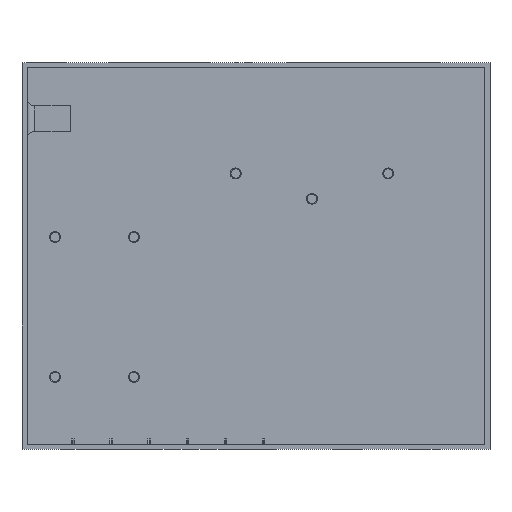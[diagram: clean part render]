
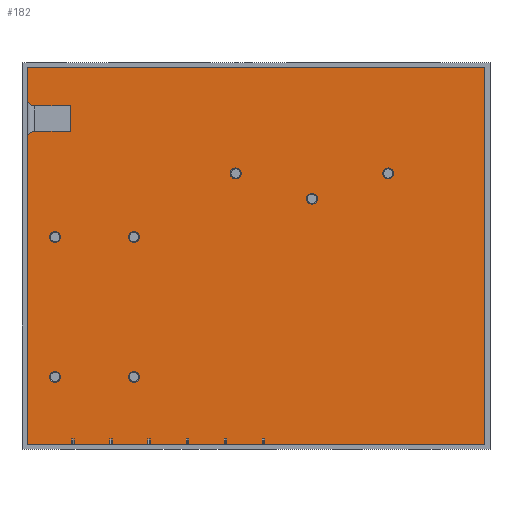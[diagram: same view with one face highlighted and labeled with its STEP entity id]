
A CAD part, top view. The second image highlights one B-rep face of the part: STEP entity #182.
In plain terms, the highlighted planar face has unit normal (0, 0, 1).
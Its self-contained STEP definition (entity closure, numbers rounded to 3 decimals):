
#56=CIRCLE('',#3992,2.15);
#57=CIRCLE('',#3993,2.15);
#58=CIRCLE('',#3994,2.15);
#59=CIRCLE('',#3995,2.15);
#60=CIRCLE('',#3996,2.15);
#61=CIRCLE('',#3997,2.15);
#62=CIRCLE('',#3998,2.15);
#132=FACE_BOUND('',#766,.T.);
#133=FACE_BOUND('',#767,.T.);
#134=FACE_BOUND('',#768,.T.);
#135=FACE_BOUND('',#769,.T.);
#136=FACE_BOUND('',#770,.T.);
#137=FACE_BOUND('',#771,.T.);
#138=FACE_BOUND('',#772,.T.);
#139=FACE_BOUND('',#773,.T.);
#182=ADVANCED_FACE('',(#132,#133,#134,#135,#136,#137,#138,#139),#376,.T.);
#376=PLANE('',#3999);
#766=EDGE_LOOP('',(#1309,#1310,#1311,#1312,#1313,#1314,#1315,#1316,#1317,
#1318,#1319,#1320,#1321,#1322,#1323,#1324,#1325,#1326,#1327,#1328,#1329,
#1330,#1331,#1332,#1333,#1334,#1335,#1336));
#767=EDGE_LOOP('',(#1337));
#768=EDGE_LOOP('',(#1338));
#769=EDGE_LOOP('',(#1339));
#770=EDGE_LOOP('',(#1340));
#771=EDGE_LOOP('',(#1341));
#772=EDGE_LOOP('',(#1342));
#773=EDGE_LOOP('',(#1343));
#1309=ORIENTED_EDGE('',*,*,#2728,.F.);
#1310=ORIENTED_EDGE('',*,*,#2729,.T.);
#1311=ORIENTED_EDGE('',*,*,#2730,.F.);
#1312=ORIENTED_EDGE('',*,*,#2723,.T.);
#1313=ORIENTED_EDGE('',*,*,#2731,.F.);
#1314=ORIENTED_EDGE('',*,*,#2732,.T.);
#1315=ORIENTED_EDGE('',*,*,#2733,.F.);
#1316=ORIENTED_EDGE('',*,*,#2716,.T.);
#1317=ORIENTED_EDGE('',*,*,#2734,.F.);
#1318=ORIENTED_EDGE('',*,*,#2735,.T.);
#1319=ORIENTED_EDGE('',*,*,#2736,.F.);
#1320=ORIENTED_EDGE('',*,*,#2709,.T.);
#1321=ORIENTED_EDGE('',*,*,#2737,.F.);
#1322=ORIENTED_EDGE('',*,*,#2738,.T.);
#1323=ORIENTED_EDGE('',*,*,#2739,.F.);
#1324=ORIENTED_EDGE('',*,*,#2702,.T.);
#1325=ORIENTED_EDGE('',*,*,#2470,.T.);
#1326=ORIENTED_EDGE('',*,*,#2459,.T.);
#1327=ORIENTED_EDGE('',*,*,#2443,.T.);
#1328=ORIENTED_EDGE('',*,*,#2700,.T.);
#1329=ORIENTED_EDGE('',*,*,#2740,.F.);
#1330=ORIENTED_EDGE('',*,*,#2741,.T.);
#1331=ORIENTED_EDGE('',*,*,#2742,.F.);
#1332=ORIENTED_EDGE('',*,*,#2693,.T.);
#1333=ORIENTED_EDGE('',*,*,#2743,.F.);
#1334=ORIENTED_EDGE('',*,*,#2744,.T.);
#1335=ORIENTED_EDGE('',*,*,#2745,.F.);
#1336=ORIENTED_EDGE('',*,*,#2686,.T.);
#1337=ORIENTED_EDGE('',*,*,#2746,.T.);
#1338=ORIENTED_EDGE('',*,*,#2747,.T.);
#1339=ORIENTED_EDGE('',*,*,#2748,.T.);
#1340=ORIENTED_EDGE('',*,*,#2749,.T.);
#1341=ORIENTED_EDGE('',*,*,#2750,.T.);
#1342=ORIENTED_EDGE('',*,*,#2751,.T.);
#1343=ORIENTED_EDGE('',*,*,#2752,.T.);
#2070=VERTEX_POINT('',#5209);
#2076=VERTEX_POINT('',#5221);
#2091=VERTEX_POINT('',#5254);
#2101=VERTEX_POINT('',#5276);
#2311=VERTEX_POINT('',#5706);
#2312=VERTEX_POINT('',#5708);
#2318=VERTEX_POINT('',#5720);
#2319=VERTEX_POINT('',#5722);
#2325=VERTEX_POINT('',#5734);
#2326=VERTEX_POINT('',#5738);
#2332=VERTEX_POINT('',#5750);
#2333=VERTEX_POINT('',#5752);
#2339=VERTEX_POINT('',#5764);
#2340=VERTEX_POINT('',#5766);
#2346=VERTEX_POINT('',#5778);
#2347=VERTEX_POINT('',#5780);
#2351=VERTEX_POINT('',#5791);
#2352=VERTEX_POINT('',#5793);
#2353=VERTEX_POINT('',#5796);
#2354=VERTEX_POINT('',#5798);
#2355=VERTEX_POINT('',#5801);
#2356=VERTEX_POINT('',#5803);
#2357=VERTEX_POINT('',#5806);
#2358=VERTEX_POINT('',#5808);
#2359=VERTEX_POINT('',#5811);
#2360=VERTEX_POINT('',#5813);
#2361=VERTEX_POINT('',#5816);
#2362=VERTEX_POINT('',#5818);
#2363=VERTEX_POINT('',#5821);
#2364=VERTEX_POINT('',#5823);
#2365=VERTEX_POINT('',#5825);
#2366=VERTEX_POINT('',#5827);
#2367=VERTEX_POINT('',#5829);
#2368=VERTEX_POINT('',#5831);
#2369=VERTEX_POINT('',#5833);
#2443=EDGE_CURVE('',#2070,#2076,#2982,.T.);
#2459=EDGE_CURVE('',#2091,#2070,#2998,.T.);
#2470=EDGE_CURVE('',#2101,#2091,#3009,.T.);
#2686=EDGE_CURVE('',#2312,#2311,#3225,.T.);
#2693=EDGE_CURVE('',#2319,#2318,#3232,.T.);
#2700=EDGE_CURVE('',#2076,#2325,#3239,.T.);
#2702=EDGE_CURVE('',#2326,#2101,#3241,.T.);
#2709=EDGE_CURVE('',#2333,#2332,#3248,.T.);
#2716=EDGE_CURVE('',#2340,#2339,#3255,.T.);
#2723=EDGE_CURVE('',#2347,#2346,#3262,.T.);
#2728=EDGE_CURVE('',#2351,#2311,#3267,.T.);
#2729=EDGE_CURVE('',#2351,#2352,#3268,.T.);
#2730=EDGE_CURVE('',#2347,#2352,#3269,.T.);
#2731=EDGE_CURVE('',#2353,#2346,#3270,.T.);
#2732=EDGE_CURVE('',#2353,#2354,#3271,.T.);
#2733=EDGE_CURVE('',#2340,#2354,#3272,.T.);
#2734=EDGE_CURVE('',#2355,#2339,#3273,.T.);
#2735=EDGE_CURVE('',#2355,#2356,#3274,.T.);
#2736=EDGE_CURVE('',#2333,#2356,#3275,.T.);
#2737=EDGE_CURVE('',#2357,#2332,#3276,.T.);
#2738=EDGE_CURVE('',#2357,#2358,#3277,.T.);
#2739=EDGE_CURVE('',#2326,#2358,#3278,.T.);
#2740=EDGE_CURVE('',#2359,#2325,#3279,.T.);
#2741=EDGE_CURVE('',#2359,#2360,#3280,.T.);
#2742=EDGE_CURVE('',#2319,#2360,#3281,.T.);
#2743=EDGE_CURVE('',#2361,#2318,#3282,.T.);
#2744=EDGE_CURVE('',#2361,#2362,#3283,.T.);
#2745=EDGE_CURVE('',#2312,#2362,#3284,.T.);
#2746=EDGE_CURVE('',#2363,#2363,#56,.T.);
#2747=EDGE_CURVE('',#2364,#2364,#57,.T.);
#2748=EDGE_CURVE('',#2365,#2365,#58,.T.);
#2749=EDGE_CURVE('',#2366,#2366,#59,.T.);
#2750=EDGE_CURVE('',#2367,#2367,#60,.T.);
#2751=EDGE_CURVE('',#2368,#2368,#61,.T.);
#2752=EDGE_CURVE('',#2369,#2369,#62,.T.);
#2982=LINE('',#5222,#3496);
#2998=LINE('',#5253,#3512);
#3009=LINE('',#5275,#3523);
#3225=LINE('',#5707,#3739);
#3232=LINE('',#5721,#3746);
#3239=LINE('',#5735,#3753);
#3241=LINE('',#5737,#3755);
#3248=LINE('',#5751,#3762);
#3255=LINE('',#5765,#3769);
#3262=LINE('',#5779,#3776);
#3267=LINE('',#5790,#3781);
#3268=LINE('',#5792,#3782);
#3269=LINE('',#5794,#3783);
#3270=LINE('',#5795,#3784);
#3271=LINE('',#5797,#3785);
#3272=LINE('',#5799,#3786);
#3273=LINE('',#5800,#3787);
#3274=LINE('',#5802,#3788);
#3275=LINE('',#5804,#3789);
#3276=LINE('',#5805,#3790);
#3277=LINE('',#5807,#3791);
#3278=LINE('',#5809,#3792);
#3279=LINE('',#5810,#3793);
#3280=LINE('',#5812,#3794);
#3281=LINE('',#5814,#3795);
#3282=LINE('',#5815,#3796);
#3283=LINE('',#5817,#3797);
#3284=LINE('',#5819,#3798);
#3496=VECTOR('',#4242,1.);
#3512=VECTOR('',#4260,1.);
#3523=VECTOR('',#4273,1.);
#3739=VECTOR('',#4499,1.);
#3746=VECTOR('',#4506,1.);
#3753=VECTOR('',#4513,1.);
#3755=VECTOR('',#4515,1.);
#3762=VECTOR('',#4522,1.);
#3769=VECTOR('',#4529,1.);
#3776=VECTOR('',#4536,1.);
#3781=VECTOR('',#4545,1.);
#3782=VECTOR('',#4546,1.);
#3783=VECTOR('',#4547,1.);
#3784=VECTOR('',#4548,1.);
#3785=VECTOR('',#4549,1.);
#3786=VECTOR('',#4550,1.);
#3787=VECTOR('',#4551,1.);
#3788=VECTOR('',#4552,1.);
#3789=VECTOR('',#4553,1.);
#3790=VECTOR('',#4554,1.);
#3791=VECTOR('',#4555,1.);
#3792=VECTOR('',#4556,1.);
#3793=VECTOR('',#4557,1.);
#3794=VECTOR('',#4558,1.);
#3795=VECTOR('',#4559,1.);
#3796=VECTOR('',#4560,1.);
#3797=VECTOR('',#4561,1.);
#3798=VECTOR('',#4562,1.);
#3992=AXIS2_PLACEMENT_3D('',#5820,#4563,#4564);
#3993=AXIS2_PLACEMENT_3D('',#5822,#4565,#4566);
#3994=AXIS2_PLACEMENT_3D('',#5824,#4567,#4568);
#3995=AXIS2_PLACEMENT_3D('',#5826,#4569,#4570);
#3996=AXIS2_PLACEMENT_3D('',#5828,#4571,#4572);
#3997=AXIS2_PLACEMENT_3D('',#5830,#4573,#4574);
#3998=AXIS2_PLACEMENT_3D('',#5832,#4575,#4576);
#3999=AXIS2_PLACEMENT_3D('',#5834,#4577,#4578);
#4242=DIRECTION('',(0.,-1.,0.));
#4260=DIRECTION('',(-1.,0.,0.));
#4273=DIRECTION('',(0.,1.,0.));
#4499=DIRECTION('',(1.,0.,0.));
#4506=DIRECTION('',(1.,0.,0.));
#4513=DIRECTION('',(1.,0.,0.));
#4515=DIRECTION('',(1.,0.,0.));
#4522=DIRECTION('',(1.,0.,0.));
#4529=DIRECTION('',(1.,0.,0.));
#4536=DIRECTION('',(1.,0.,0.));
#4545=DIRECTION('',(0.,-1.,0.));
#4546=DIRECTION('',(1.,0.,0.));
#4547=DIRECTION('',(0.,1.,0.));
#4548=DIRECTION('',(0.,-1.,0.));
#4549=DIRECTION('',(1.,0.,0.));
#4550=DIRECTION('',(0.,1.,0.));
#4551=DIRECTION('',(0.,-1.,0.));
#4552=DIRECTION('',(1.,0.,0.));
#4553=DIRECTION('',(0.,1.,0.));
#4554=DIRECTION('',(0.,-1.,0.));
#4555=DIRECTION('',(1.,0.,0.));
#4556=DIRECTION('',(0.,1.,0.));
#4557=DIRECTION('',(0.,-1.,0.));
#4558=DIRECTION('',(1.,0.,0.));
#4559=DIRECTION('',(0.,1.,0.));
#4560=DIRECTION('',(0.,-1.,0.));
#4561=DIRECTION('',(1.,0.,0.));
#4562=DIRECTION('',(0.,1.,0.));
#4563=DIRECTION('',(0.,0.,-1.));
#4564=DIRECTION('',(1.,0.,0.));
#4565=DIRECTION('',(0.,0.,-1.));
#4566=DIRECTION('',(1.,0.,0.));
#4567=DIRECTION('',(0.,0.,-1.));
#4568=DIRECTION('',(1.,0.,0.));
#4569=DIRECTION('',(0.,0.,-1.));
#4570=DIRECTION('',(1.,0.,0.));
#4571=DIRECTION('',(0.,0.,-1.));
#4572=DIRECTION('',(1.,0.,0.));
#4573=DIRECTION('',(0.,0.,-1.));
#4574=DIRECTION('',(1.,0.,0.));
#4575=DIRECTION('',(0.,0.,-1.));
#4576=DIRECTION('',(1.,0.,0.));
#4577=DIRECTION('',(0.,0.,1.));
#4578=DIRECTION('',(1.,0.,0.));
#5209=CARTESIAN_POINT('',(2.,150.,4.5));
#5221=CARTESIAN_POINT('',(2.,2.,4.5));
#5222=CARTESIAN_POINT('',(2.,150.,4.5));
#5253=CARTESIAN_POINT('',(182.,150.,4.5));
#5254=CARTESIAN_POINT('',(182.,150.,4.5));
#5275=CARTESIAN_POINT('',(182.,2.,4.5));
#5276=CARTESIAN_POINT('',(182.,2.,4.5));
#5706=CARTESIAN_POINT('',(49.526,2.,4.5));
#5707=CARTESIAN_POINT('',(2.,2.,4.5));
#5708=CARTESIAN_POINT('',(35.474,2.,4.5));
#5720=CARTESIAN_POINT('',(34.526,2.,4.5));
#5721=CARTESIAN_POINT('',(2.,2.,4.5));
#5722=CARTESIAN_POINT('',(20.474,2.,4.5));
#5734=CARTESIAN_POINT('',(19.526,2.,4.5));
#5735=CARTESIAN_POINT('',(2.,2.,4.5));
#5737=CARTESIAN_POINT('',(2.,2.,4.5));
#5738=CARTESIAN_POINT('',(95.474,2.,4.5));
#5750=CARTESIAN_POINT('',(94.526,2.,4.5));
#5751=CARTESIAN_POINT('',(2.,2.,4.5));
#5752=CARTESIAN_POINT('',(80.474,2.,4.5));
#5764=CARTESIAN_POINT('',(79.526,2.,4.5));
#5765=CARTESIAN_POINT('',(2.,2.,4.5));
#5766=CARTESIAN_POINT('',(65.474,2.,4.5));
#5778=CARTESIAN_POINT('',(64.526,2.,4.5));
#5779=CARTESIAN_POINT('',(2.,2.,4.5));
#5780=CARTESIAN_POINT('',(50.474,2.,4.5));
#5790=CARTESIAN_POINT('',(49.526,0.,4.5));
#5791=CARTESIAN_POINT('',(49.526,4.1,4.5));
#5792=CARTESIAN_POINT('',(0.,4.1,4.5));
#5793=CARTESIAN_POINT('',(50.474,4.1,4.5));
#5794=CARTESIAN_POINT('',(50.474,0.,4.5));
#5795=CARTESIAN_POINT('',(64.526,0.,4.5));
#5796=CARTESIAN_POINT('',(64.526,4.1,4.5));
#5797=CARTESIAN_POINT('',(0.,4.1,4.5));
#5798=CARTESIAN_POINT('',(65.474,4.1,4.5));
#5799=CARTESIAN_POINT('',(65.474,0.,4.5));
#5800=CARTESIAN_POINT('',(79.526,0.,4.5));
#5801=CARTESIAN_POINT('',(79.526,4.1,4.5));
#5802=CARTESIAN_POINT('',(0.,4.1,4.5));
#5803=CARTESIAN_POINT('',(80.474,4.1,4.5));
#5804=CARTESIAN_POINT('',(80.474,0.,4.5));
#5805=CARTESIAN_POINT('',(94.526,0.,4.5));
#5806=CARTESIAN_POINT('',(94.526,4.1,4.5));
#5807=CARTESIAN_POINT('',(0.,4.1,4.5));
#5808=CARTESIAN_POINT('',(95.474,4.1,4.5));
#5809=CARTESIAN_POINT('',(95.474,0.,4.5));
#5810=CARTESIAN_POINT('',(19.526,0.,4.5));
#5811=CARTESIAN_POINT('',(19.526,4.1,4.5));
#5812=CARTESIAN_POINT('',(0.,4.1,4.5));
#5813=CARTESIAN_POINT('',(20.474,4.1,4.5));
#5814=CARTESIAN_POINT('',(20.474,0.,4.5));
#5815=CARTESIAN_POINT('',(34.526,0.,4.5));
#5816=CARTESIAN_POINT('',(34.526,4.1,4.5));
#5817=CARTESIAN_POINT('',(0.,4.1,4.5));
#5818=CARTESIAN_POINT('',(35.474,4.1,4.5));
#5819=CARTESIAN_POINT('',(35.474,0.,4.5));
#5820=CARTESIAN_POINT('',(44.,28.5,4.5));
#5821=CARTESIAN_POINT('',(46.15,28.5,4.5));
#5822=CARTESIAN_POINT('',(13.,28.5,4.5));
#5823=CARTESIAN_POINT('',(15.15,28.5,4.5));
#5824=CARTESIAN_POINT('',(44.,83.5,4.5));
#5825=CARTESIAN_POINT('',(46.15,83.5,4.5));
#5826=CARTESIAN_POINT('',(13.,83.5,4.5));
#5827=CARTESIAN_POINT('',(15.15,83.5,4.5));
#5828=CARTESIAN_POINT('',(144.,108.5,4.5));
#5829=CARTESIAN_POINT('',(146.15,108.5,4.5));
#5830=CARTESIAN_POINT('',(114.,98.5,4.5));
#5831=CARTESIAN_POINT('',(116.15,98.5,4.5));
#5832=CARTESIAN_POINT('',(84.,108.5,4.5));
#5833=CARTESIAN_POINT('',(86.15,108.5,4.5));
#5834=CARTESIAN_POINT('',(0.,0.,4.5));
